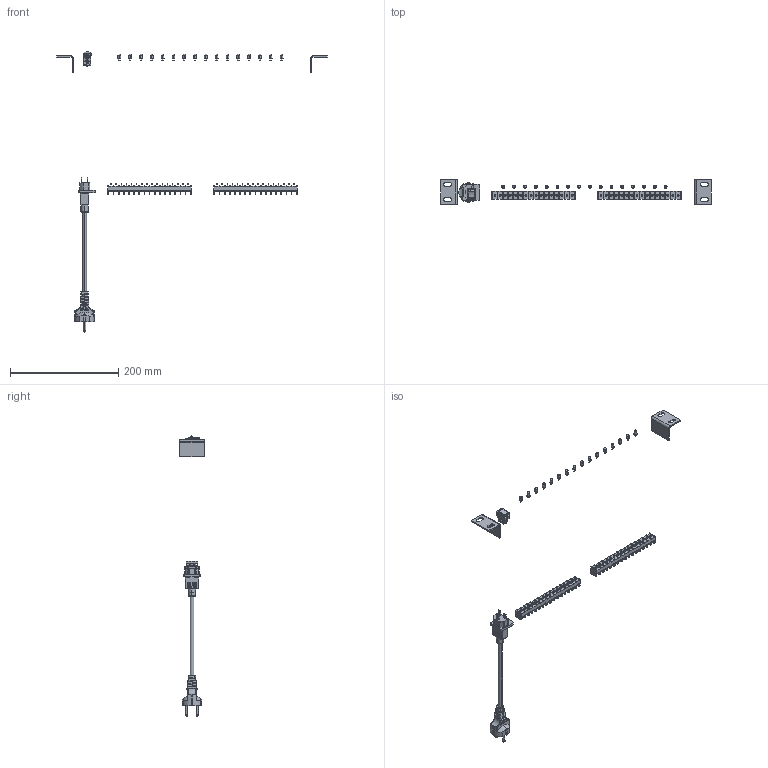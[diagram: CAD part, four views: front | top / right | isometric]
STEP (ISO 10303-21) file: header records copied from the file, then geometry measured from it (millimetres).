
FILE_DESCRIPTION (( 'STEP AP214' ), '1' );
FILE_NAME ('ADR1220-16.STEP', '2021-08-02T09:20:38', ( '' ), ( '' ), 'SwSTEP 2.0', 'SolidWorks 2020', '' );
FILE_SCHEMA (( 'AUTOMOTIVE_DESIGN' ));
Length unit declared in the file: millimetre
Products named in the file (7): ADR1220-16; IEC POWER CHASSIS SOCKET WITH FUSE; User Library-GRS-4013A; EP0180-LED 5MM_VERT; User Library-68-723-1806; User Library-barrier terminal block 16 ways; RACK ADR1220-16
Assembly tree (22 placements, depth 2):
  ADR1220-16
    RACK ADR1220-16
    User Library-GRS-4013A
    EP0180-LED 5MM_VERT  x16
    IEC POWER CHASSIS SOCKET WITH FUSE
    User Library-barrier terminal block 16 ways  x2
    User Library-68-723-1806
Bounding box: 501 x 45.4 x 518.25 mm (x, y, z)
Volume: 110465 mm3; surface area: 71057.2 mm2
Topology: 26 solids, 58 shells, 2594 faces, 6822 edges, 4405 vertices
Faces by surface type: plane 1706, cylinder 679, torus 81, cone 64, bspline 40, sphere 24
Entity records: 109399 total; most frequent: CARTESIAN_POINT 36006, ORIENTED_EDGE 14746, DIRECTION 11160, EDGE_CURVE 7373, VERTEX_POINT 5823, VECTOR 4786, LINE 4786, AXIS2_PLACEMENT_3D 3187
